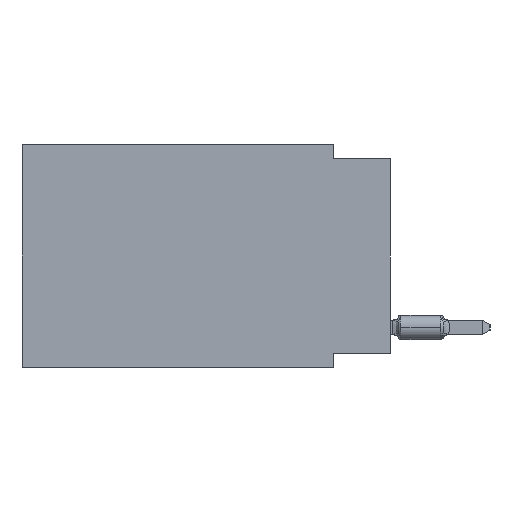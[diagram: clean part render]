
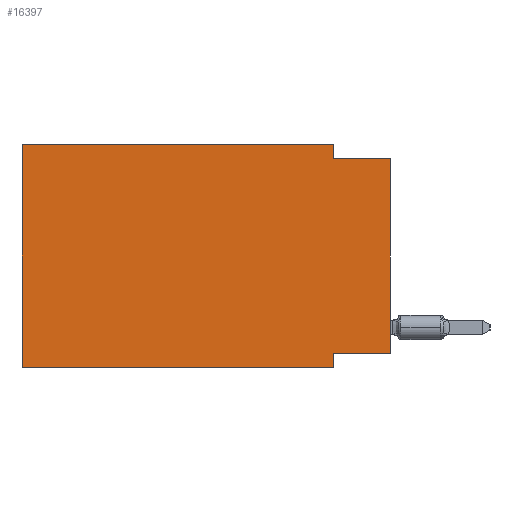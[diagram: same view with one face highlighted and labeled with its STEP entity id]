
A CAD part, left-side view. The second image highlights one B-rep face of the part: STEP entity #16397.
In plain terms, the highlighted planar face has unit normal (-1, 0, 0).
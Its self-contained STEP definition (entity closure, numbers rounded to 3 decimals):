
#220 = VERTEX_POINT ( 'NONE', #44004 ) ;
#660 = AXIS2_PLACEMENT_3D ( 'NONE', #4466, #33386, #32089 ) ;
#1333 = EDGE_CURVE ( 'NONE', #84902, #63831, #17429, .T. ) ;
#2636 = VECTOR ( 'NONE', #57638, 1000. ) ;
#4133 = CARTESIAN_POINT ( 'NONE',  ( 0., 16.383, -9.906 ) ) ;
#4466 = CARTESIAN_POINT ( 'NONE',  ( 0., 16.383, 0. ) ) ;
#11050 = PLANE ( 'NONE',  #660 ) ;
#12427 = CARTESIAN_POINT ( 'NONE',  ( 0., 2.54, -9.271 ) ) ;
#12847 = DIRECTION ( 'NONE',  ( 0., -1., 0. ) ) ;
#13588 = VECTOR ( 'NONE', #33952, 1000. ) ;
#13769 = LINE ( 'NONE', #40520, #13588 ) ;
#16035 = VECTOR ( 'NONE', #59800, 1000. ) ;
#16397 = ADVANCED_FACE ( 'NONE', ( #16749 ), #11050, .F. ) ;
#16502 = VECTOR ( 'NONE', #72823, 1000. ) ;
#16580 = DIRECTION ( 'NONE',  ( 0., 0., -1. ) ) ;
#16749 = FACE_OUTER_BOUND ( 'NONE', #77776, .T. ) ;
#16960 = EDGE_CURVE ( 'NONE', #50661, #220, #23443, .T. ) ;
#17429 = LINE ( 'NONE', #51179, #24489 ) ;
#20303 = EDGE_CURVE ( 'NONE', #48657, #220, #54792, .T. ) ;
#21372 = ORIENTED_EDGE ( 'NONE', *, *, #73137, .F. ) ;
#23443 = LINE ( 'NONE', #55920, #69335 ) ;
#24489 = VECTOR ( 'NONE', #64780, 1000. ) ;
#28171 = CARTESIAN_POINT ( 'NONE',  ( 0., 16.383, 0. ) ) ;
#29491 = ORIENTED_EDGE ( 'NONE', *, *, #1333, .T. ) ;
#32089 = DIRECTION ( 'NONE',  ( 0., 0., -1. ) ) ;
#33386 = DIRECTION ( 'NONE',  ( 1., 0., 0. ) ) ;
#33952 = DIRECTION ( 'NONE',  ( 0., 1., 0. ) ) ;
#34193 = CARTESIAN_POINT ( 'NONE',  ( 0., 2.54, -9.906 ) ) ;
#40520 = CARTESIAN_POINT ( 'NONE',  ( 0., 0., -9.271 ) ) ;
#41817 = ORIENTED_EDGE ( 'NONE', *, *, #16960, .T. ) ;
#42880 = ORIENTED_EDGE ( 'NONE', *, *, #50369, .F. ) ;
#43992 = ORIENTED_EDGE ( 'NONE', *, *, #60408, .F. ) ;
#44004 = CARTESIAN_POINT ( 'NONE',  ( 0., 2.54, -9.906 ) ) ;
#46178 = LINE ( 'NONE', #72944, #71125 ) ;
#47488 = VERTEX_POINT ( 'NONE', #28171 ) ;
#47861 = CARTESIAN_POINT ( 'NONE',  ( 0., 2.54, -0.635 ) ) ;
#48087 = ORIENTED_EDGE ( 'NONE', *, *, #20303, .F. ) ;
#48657 = VERTEX_POINT ( 'NONE', #12427 ) ;
#49923 = ORIENTED_EDGE ( 'NONE', *, *, #79380, .F. ) ;
#50369 = EDGE_CURVE ( 'NONE', #50661, #47488, #85261, .T. ) ;
#50661 = VERTEX_POINT ( 'NONE', #4133 ) ;
#51179 = CARTESIAN_POINT ( 'NONE',  ( 0., 0., 0. ) ) ;
#52108 = CARTESIAN_POINT ( 'NONE',  ( 0., 0., -0.635 ) ) ;
#52363 = LINE ( 'NONE', #53647, #16035 ) ;
#52788 = VECTOR ( 'NONE', #16580, 1000. ) ;
#53647 = CARTESIAN_POINT ( 'NONE',  ( 0., 0., -0.635 ) ) ;
#53849 = CARTESIAN_POINT ( 'NONE',  ( 0., 2.54, 0. ) ) ;
#54792 = LINE ( 'NONE', #34193, #16502 ) ;
#55920 = CARTESIAN_POINT ( 'NONE',  ( 0., 16.383, -9.906 ) ) ;
#57638 = DIRECTION ( 'NONE',  ( 0., 0., 1. ) ) ;
#59800 = DIRECTION ( 'NONE',  ( 0., -1., 0. ) ) ;
#60408 = EDGE_CURVE ( 'NONE', #84902, #48657, #13769, .T. ) ;
#60781 = EDGE_CURVE ( 'NONE', #77628, #77383, #76661, .T. ) ;
#63504 = CARTESIAN_POINT ( 'NONE',  ( 0., 2.54, 0. ) ) ;
#63831 = VERTEX_POINT ( 'NONE', #52108 ) ;
#64780 = DIRECTION ( 'NONE',  ( 0., 0., 1. ) ) ;
#69335 = VECTOR ( 'NONE', #82662, 1000. ) ;
#71125 = VECTOR ( 'NONE', #12847, 1000. ) ;
#71836 = ORIENTED_EDGE ( 'NONE', *, *, #60781, .F. ) ;
#72823 = DIRECTION ( 'NONE',  ( 0., 0., -1. ) ) ;
#72944 = CARTESIAN_POINT ( 'NONE',  ( 0., 16.383, 0. ) ) ;
#73137 = EDGE_CURVE ( 'NONE', #47488, #77628, #46178, .T. ) ;
#76661 = LINE ( 'NONE', #63504, #52788 ) ;
#77383 = VERTEX_POINT ( 'NONE', #47861 ) ;
#77628 = VERTEX_POINT ( 'NONE', #53849 ) ;
#77776 = EDGE_LOOP ( 'NONE', ( #29491, #49923, #71836, #21372, #42880, #41817, #48087, #43992 ) ) ;
#78686 = CARTESIAN_POINT ( 'NONE',  ( 0., 16.383, 0. ) ) ;
#79380 = EDGE_CURVE ( 'NONE', #77383, #63831, #52363, .T. ) ;
#82662 = DIRECTION ( 'NONE',  ( 0., -1., 0. ) ) ;
#83668 = CARTESIAN_POINT ( 'NONE',  ( 0., 0., -9.271 ) ) ;
#84902 = VERTEX_POINT ( 'NONE', #83668 ) ;
#85261 = LINE ( 'NONE', #78686, #2636 ) ;
